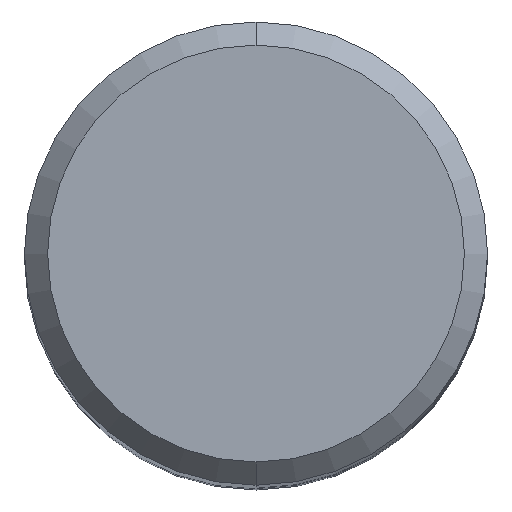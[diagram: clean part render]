
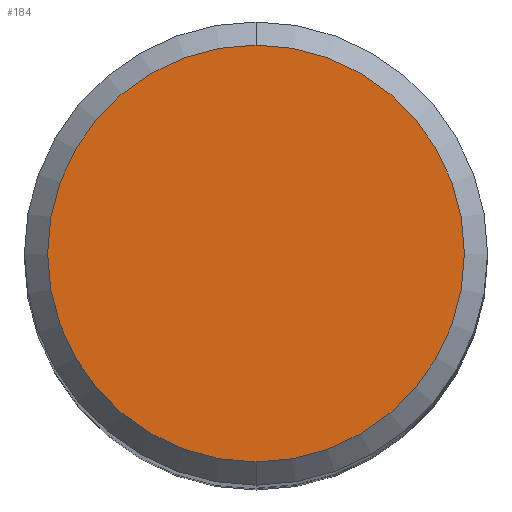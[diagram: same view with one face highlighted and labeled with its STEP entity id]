
A CAD part, top view. The second image highlights one B-rep face of the part: STEP entity #184.
In plain terms, the highlighted planar face has unit normal (0, 0, 1).
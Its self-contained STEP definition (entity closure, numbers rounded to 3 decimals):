
#174=EDGE_CURVE('',#200,#372,#467,.T.);
#184=ADVANCED_FACE('',(#478),#479,.T.);
#200=VERTEX_POINT('',#497);
#234=EDGE_CURVE('',#372,#200,#533,.T.);
#372=VERTEX_POINT('',#687);
#467=CIRCLE('',#782,7.2);
#478=FACE_OUTER_BOUND('',#818,.T.);
#479=PLANE('',#819);
#497=CARTESIAN_POINT('',(0.,-7.2,0.0));
#533=CIRCLE('',#944,7.2);
#687=CARTESIAN_POINT('',(0.0,7.2,0.0));
#782=AXIS2_PLACEMENT_3D('',#1448,#1449,#1450);
#818=EDGE_LOOP('',(#1463,#1464));
#819=AXIS2_PLACEMENT_3D('',#1465,#1466,#1467);
#944=AXIS2_PLACEMENT_3D('',#1525,#1526,#1527);
#1448=CARTESIAN_POINT('',(0.0,0.0,0.0));
#1449=DIRECTION('',(0.0,0.0,-1.0));
#1450=DIRECTION('',(0.0,1.0,0.0));
#1463=ORIENTED_EDGE('',*,*,#234,.F.);
#1464=ORIENTED_EDGE('',*,*,#174,.F.);
#1465=CARTESIAN_POINT('',(0.0,3.6,0.0));
#1466=DIRECTION('',(-0.0,0.0,1.0));
#1467=DIRECTION('',(0.0,-1.0,0.0));
#1525=CARTESIAN_POINT('',(0.0,0.0,0.0));
#1526=DIRECTION('',(0.0,0.0,-1.0));
#1527=DIRECTION('',(0.0,1.0,0.0));
